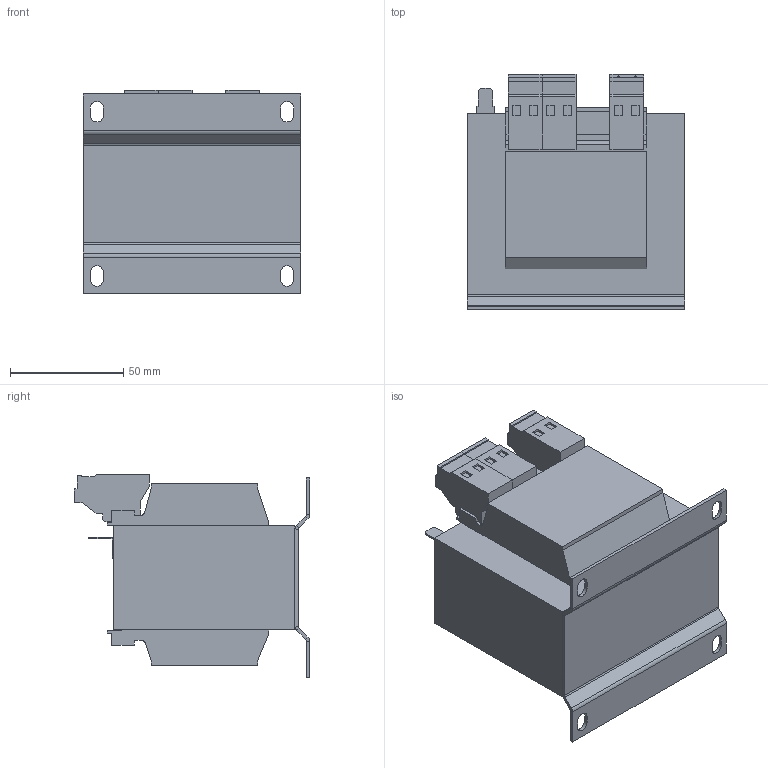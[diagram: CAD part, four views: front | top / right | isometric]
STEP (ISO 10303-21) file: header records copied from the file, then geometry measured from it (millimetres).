
FILE_DESCRIPTION (( 'STEP AP214' ), '1' );
FILE_NAME ('325928.STEP', '2020-12-21T14:04:58', ( '' ), ( '' ), 'SwSTEP 2.0', 'SolidWorks 2018', '' );
FILE_SCHEMA (( 'AUTOMOTIVE_DESIGN' ));
Length unit declared in the file: millimetre
Products named in the file (1): 325928
Bounding box: 96 x 104 x 89.95 mm (x, y, z)
Volume: 509597.2 mm3; surface area: 56426.6 mm2
Topology: 1 solids, 1 shells, 214 faces, 539 edges, 342 vertices
Faces by surface type: plane 184, cylinder 30
Entity records: 6317 total; most frequent: CARTESIAN_POINT 1096, ORIENTED_EDGE 1078, DIRECTION 1029, EDGE_CURVE 539, LINE 479, VECTOR 479, VERTEX_POINT 342, AXIS2_PLACEMENT_3D 275
